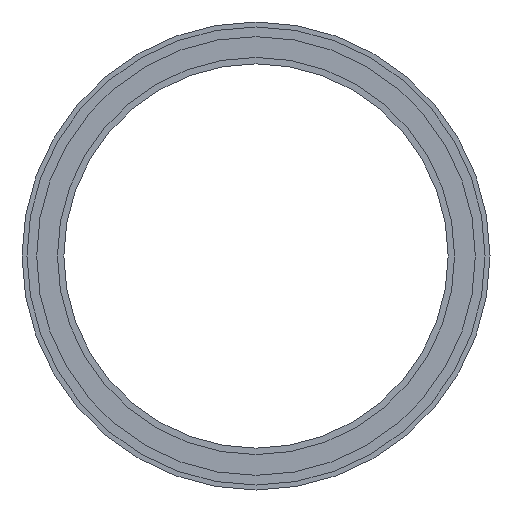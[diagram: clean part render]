
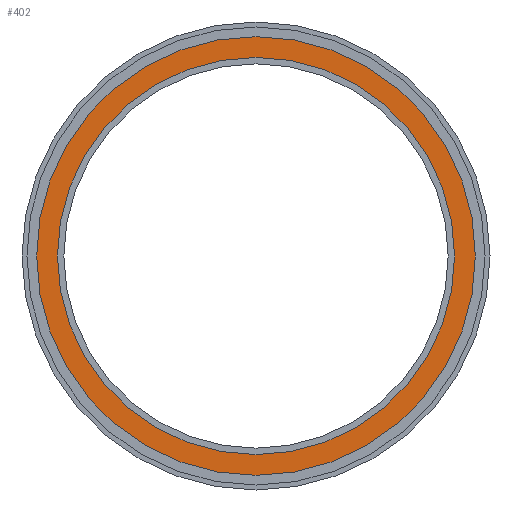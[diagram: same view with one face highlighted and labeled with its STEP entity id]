
A CAD part, front view. The second image highlights one B-rep face of the part: STEP entity #402.
In plain terms, the highlighted planar face has unit normal (0, -1, 0).
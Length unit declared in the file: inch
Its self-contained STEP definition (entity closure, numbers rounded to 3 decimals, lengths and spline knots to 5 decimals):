
#23 = DIRECTION ( 'NONE',  ( 0., 1., 0. ) ) ;
#26 = AXIS2_PLACEMENT_3D ( 'NONE', #515, #23, #560 ) ;
#41 = CIRCLE ( 'NONE', #26, 4.01 ) ;
#50 = EDGE_CURVE ( 'NONE', #430, #581, #150, .T. ) ;
#67 = CARTESIAN_POINT ( 'NONE',  ( 0., -0.47, 0. ) ) ;
#79 = EDGE_CURVE ( 'NONE', #581, #430, #314, .T. ) ;
#124 = AXIS2_PLACEMENT_3D ( 'NONE', #212, #218, #364 ) ;
#150 = CIRCLE ( 'NONE', #508, 4.429 ) ;
#154 = CARTESIAN_POINT ( 'NONE',  ( 0., -0.47, -4.429 ) ) ;
#212 = CARTESIAN_POINT ( 'NONE',  ( 4.429, -0.47, 0. ) ) ;
#218 = DIRECTION ( 'NONE',  ( 0., 1., 0. ) ) ;
#223 = DIRECTION ( 'NONE',  ( 0., 1., 0. ) ) ;
#233 = DIRECTION ( 'NONE',  ( 0., 0., 1. ) ) ;
#242 = CARTESIAN_POINT ( 'NONE',  ( 0., -0.47, 0. ) ) ;
#269 = CIRCLE ( 'NONE', #291, 4.01 ) ;
#291 = AXIS2_PLACEMENT_3D ( 'NONE', #242, #448, #561 ) ;
#292 = EDGE_CURVE ( 'NONE', #542, #517, #269, .T. ) ;
#314 = CIRCLE ( 'NONE', #580, 4.429 ) ;
#359 = ORIENTED_EDGE ( 'NONE', *, *, #292, .T. ) ;
#364 = DIRECTION ( 'NONE',  ( 0., 0., 1. ) ) ;
#368 = ORIENTED_EDGE ( 'NONE', *, *, #79, .F. ) ;
#377 = ORIENTED_EDGE ( 'NONE', *, *, #50, .F. ) ;
#380 = EDGE_LOOP ( 'NONE', ( #377, #368 ) ) ;
#384 = FACE_OUTER_BOUND ( 'NONE', #380, .T. ) ;
#394 = CARTESIAN_POINT ( 'NONE',  ( 0., -0.47, -4.01 ) ) ;
#402 = ADVANCED_FACE ( 'NONE', ( #384, #689 ), #649, .F. ) ;
#419 = CARTESIAN_POINT ( 'NONE',  ( 0., -0.47, 4.429 ) ) ;
#430 = VERTEX_POINT ( 'NONE', #419 ) ;
#431 = DIRECTION ( 'NONE',  ( 0., 0., 1. ) ) ;
#445 = DIRECTION ( 'NONE',  ( 0., 1., 0. ) ) ;
#448 = DIRECTION ( 'NONE',  ( 0., 1., 0. ) ) ;
#488 = CARTESIAN_POINT ( 'NONE',  ( 0., -0.47, 0. ) ) ;
#508 = AXIS2_PLACEMENT_3D ( 'NONE', #67, #445, #233 ) ;
#515 = CARTESIAN_POINT ( 'NONE',  ( 0., -0.47, 0. ) ) ;
#517 = VERTEX_POINT ( 'NONE', #394 ) ;
#542 = VERTEX_POINT ( 'NONE', #657 ) ;
#560 = DIRECTION ( 'NONE',  ( 0., 0., 1. ) ) ;
#561 = DIRECTION ( 'NONE',  ( 0., 0., 1. ) ) ;
#575 = EDGE_LOOP ( 'NONE', ( #359, #676 ) ) ;
#580 = AXIS2_PLACEMENT_3D ( 'NONE', #488, #223, #431 ) ;
#581 = VERTEX_POINT ( 'NONE', #154 ) ;
#629 = EDGE_CURVE ( 'NONE', #517, #542, #41, .T. ) ;
#649 = PLANE ( 'NONE',  #124 ) ;
#657 = CARTESIAN_POINT ( 'NONE',  ( 0., -0.47, 4.01 ) ) ;
#676 = ORIENTED_EDGE ( 'NONE', *, *, #629, .T. ) ;
#689 = FACE_BOUND ( 'NONE', #575, .T. ) ;
